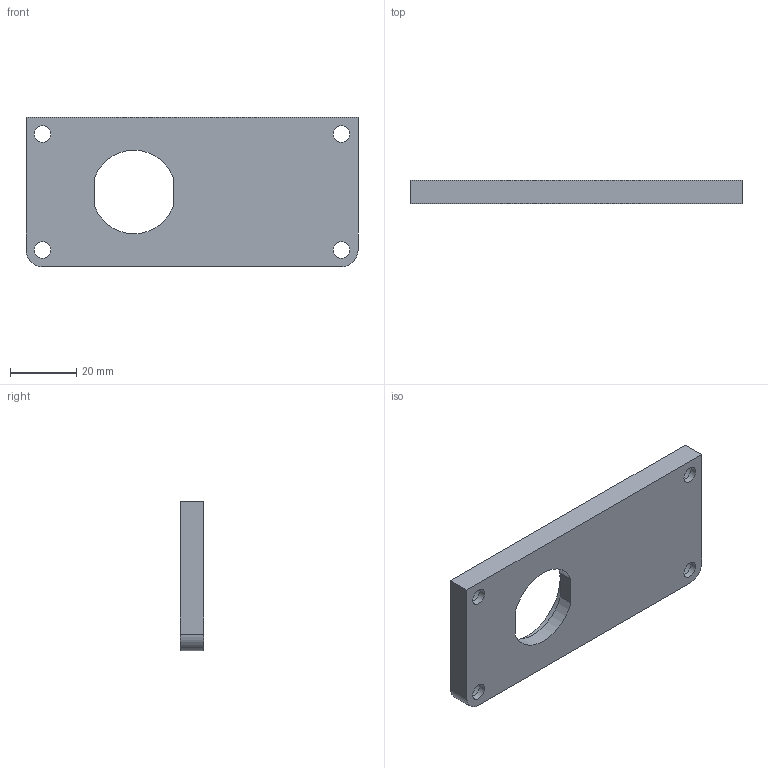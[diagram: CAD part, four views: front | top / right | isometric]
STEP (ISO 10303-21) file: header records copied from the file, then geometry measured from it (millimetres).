
FILE_DESCRIPTION(/* description */ (''),/* implementation_level */ '2;1');
FILE_NAME(/* name */ 'Connector Lid.stp',/* time_stamp */ '2018-05-06T13:48:48-07:00',/* author */ ('IEUser'),/* organization */ (''),/* preprocessor_version */ 'ST-DEVELOPER v17',/* originating_system */ 'Autodesk Inventor 2019',/* authorisation */ '');
FILE_SCHEMA (('AUTOMOTIVE_DESIGN { 1 0 10303 214 3 1 1 }'));
Length unit declared in the file: millimetre
Products named in the file (1): Connector Lid
Bounding box: 100 x 7 x 45 mm (x, y, z)
Volume: 26309.5 mm3; surface area: 11087.3 mm2
Topology: 1 solids, 1 shells, 26 faces, 65 edges, 46 vertices
Faces by surface type: plane 13, cylinder 13
Full cylindrical faces by diameter (mm): 5 x4, 8.6 x4, 28.5 x1
Entity records: 866 total; most frequent: DIRECTION 153, CARTESIAN_POINT 138, ORIENTED_EDGE 130, EDGE_CURVE 65, AXIS2_PLACEMENT_3D 61, VERTEX_POINT 46, EDGE_LOOP 41, CIRCLE 34
